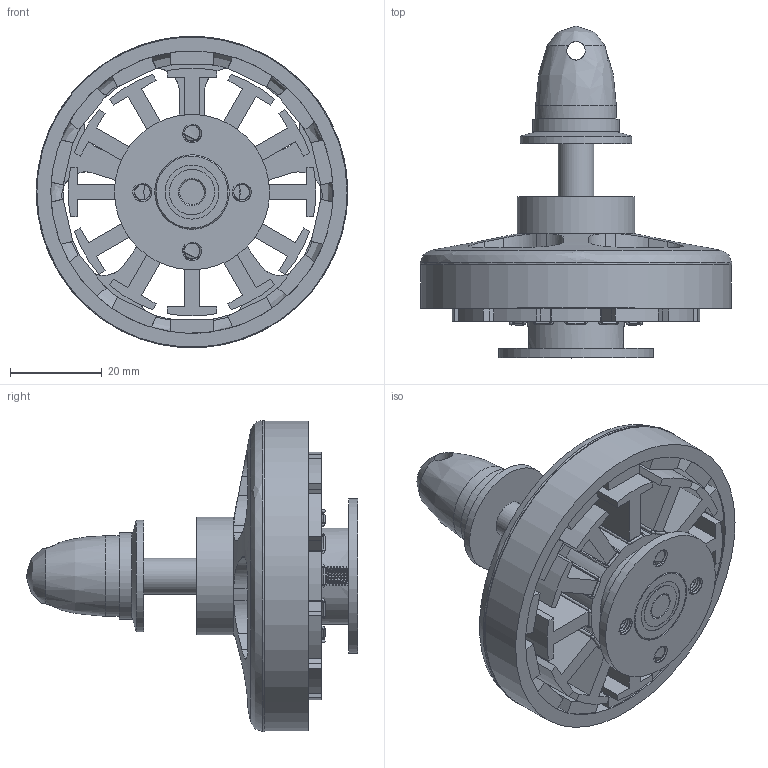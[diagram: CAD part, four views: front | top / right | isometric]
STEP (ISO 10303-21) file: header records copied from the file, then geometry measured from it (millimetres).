
FILE_DESCRIPTION(('FreeCAD Model'),'2;1');
FILE_NAME('Open CASCADE Shape Model','2025-04-17T15:33:33',('FreeCAD'),( 'FreeCAD'),'Open CASCADE STEP processor 7.6','FreeCAD','Unknown');
FILE_SCHEMA(('AUTOMOTIVE_DESIGN { 1 0 10303 214 1 1 1 1 }'));
Products named in the file (1): Open CASCADE STEP translator 7.6 1
Bounding box: 67.98 x 72.46 x 67.94 mm (x, y, z)
Volume: 42960.7 mm3; surface area: 32880.9 mm2
Topology: 49 solids, 49 shells, 750 faces, 2054 edges, 1295 vertices
Faces by surface type: bspline 750
Entity records: 35835 total; most frequent: CARTESIAN_POINT 25011, ORIENTED_EDGE 3834, EDGE_CURVE 1917, VERTEX_POINT 1252, B_SPLINE_CURVE_WITH_KNOTS 1169, FACE_BOUND 781, EDGE_LOOP 757, ADVANCED_FACE 731
